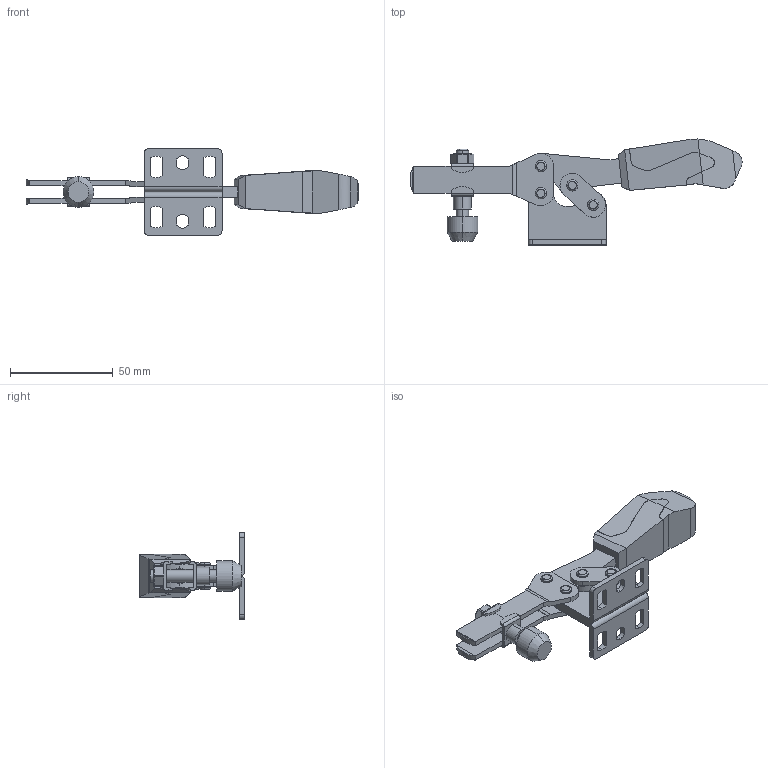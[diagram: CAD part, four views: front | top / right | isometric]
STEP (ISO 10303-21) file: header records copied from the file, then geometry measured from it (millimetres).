
FILE_DESCRIPTION(('STEP AP214'),'1');
FILE_NAME('HALDERN_EH_23330_1003.stp','2019-11-14T12:13:39',('TraceParts'),('TraceParts S.A.'),'Spatial InterOp 3D',' ',' ');
FILE_SCHEMA(('AUTOMOTIVE_DESIGN { 1 0 10303 214 1 1 1 1 }'));
Length unit declared in the file: millimetre
Products named in the file (1): HALDERN_EH_23330_1003_1
Bounding box: 161.81 x 51.62 x 42 mm (x, y, z)
Volume: 42978.4 mm3; surface area: 22682.3 mm2
Topology: 7 solids, 8 shells, 337 faces, 874 edges, 572 vertices
Faces by surface type: cylinder 157, plane 148, bspline 16, cone 16
Entity records: 13481 total; most frequent: CARTESIAN_POINT 2472, ORIENTED_EDGE 1748, DIRECTION 1702, EDGE_CURVE 874, AXIS2_PLACEMENT_3D 610, VERTEX_POINT 572, LINE 482, VECTOR 482
